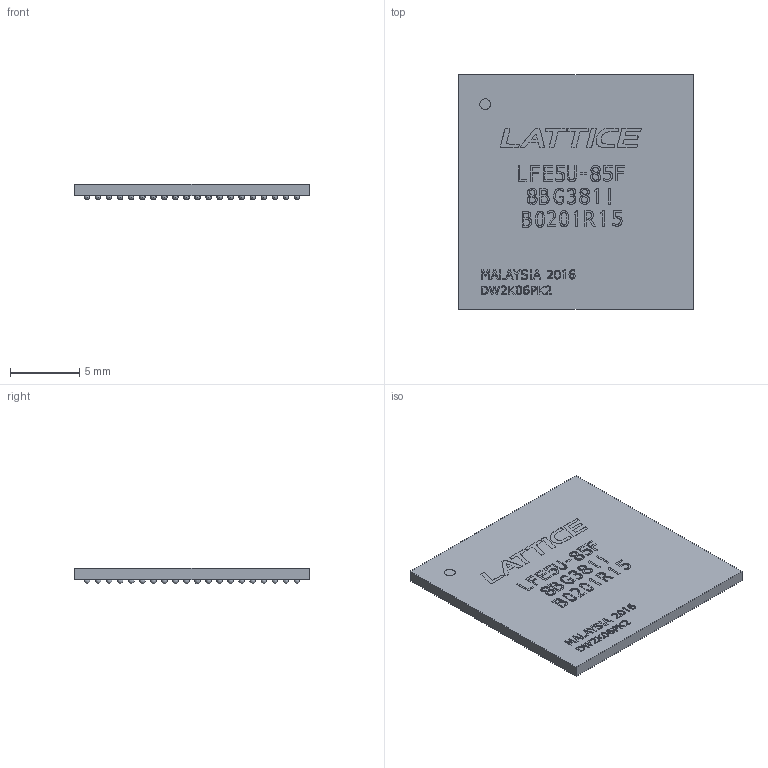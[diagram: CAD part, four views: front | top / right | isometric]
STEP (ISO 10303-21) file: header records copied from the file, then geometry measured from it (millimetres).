
FILE_DESCRIPTION(('FreeCAD Model'),'2;1');
FILE_NAME('Open CASCADE Shape Model','2021-11-19T21:17:37',('Author'),( ''),'Open CASCADE STEP processor 7.5','FreeCAD','Unknown');
FILE_SCHEMA(('AUTOMOTIVE_DESIGN { 1 0 10303 214 1 1 1 1 }'));
Length unit declared in the file: millimetre
Products named in the file (408): ECP5_85F_8B; Frame; square; Balls; Ball010; b041; b040; b038; b034; b032; b033; b035; b031; b042; b043; b044; b045; b046; b047; b048; b049; b050; b051; b052; b053; Ball009; b061; b067; b060; b064; b062; b056; b059; b068; b065; b066; b054; b071; b070; b069 ...
Assembly tree (407 placements, depth 4):
  ECP5_85F_8B
    Frame
      square
    Balls
      Ball010
        b041
        b040
        b038
        b034
        b032
        b033
        b035
        b031
        b042
        b043
        b044
        b045
        b046
        b047
        b048
        b049
        b050
        b051
        b052
        b053
      Ball009
        b061
        b067
        b060
        b064
        b062
        b056
        b059
        b068
        b065
        b066
        b054
        b071
        b070
        b069
        b055
        b057
        b058
        b063
        b073
        b072
      Ball008
        b081
        b087
        b080
        b084
        b082
        b076
        b079
        b088
        b085
        b086
        b074
        b091
        b090
Bounding box: 17 x 17 x 1.13 mm (x, y, z)
Volume: 247.9 mm3; surface area: 848.2 mm2
Topology: 435 solids, 435 shells, 1947 faces, 4755 edges, 3297 vertices
Faces by surface type: extrusion 1072, plane 493, sphere 381, cylinder 1
Full cylindrical faces by diameter (mm): 0.78 x1
Entity records: 61711 total; most frequent: CARTESIAN_POINT 14439, ORIENTED_EDGE 7224, DIRECTION 5489, EDGE_CURVE 3612, B_SPLINE_CURVE_WITH_KNOTS 3216, VERTEX_POINT 2916, FACE_BOUND 2374, VECTOR 2157
